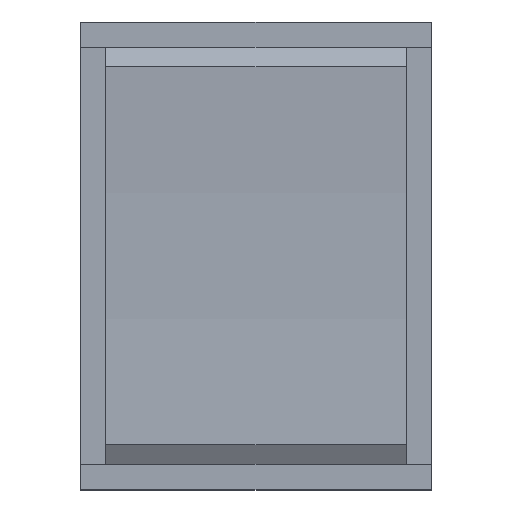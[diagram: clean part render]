
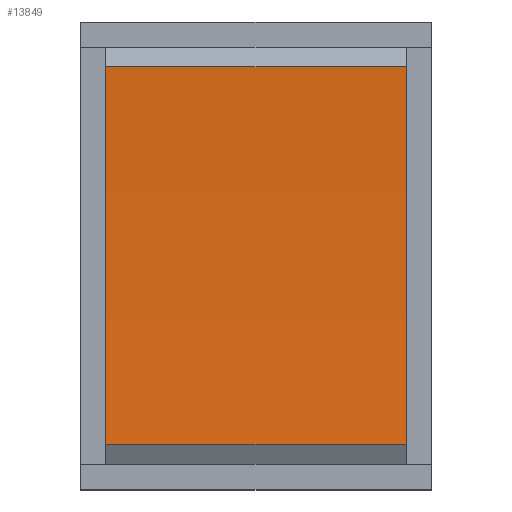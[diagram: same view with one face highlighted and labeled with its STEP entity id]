
A CAD part, top view. The second image highlights one B-rep face of the part: STEP entity #13849.
In plain terms, the highlighted cylindrical face has radius 156.967 mm (diameter 313.933 mm), a partial arc.
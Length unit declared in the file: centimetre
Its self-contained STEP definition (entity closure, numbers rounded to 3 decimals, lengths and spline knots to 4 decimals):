
#884=FACE_OUTER_BOUND('',#1634,.T.);
#1634=EDGE_LOOP('',(#9963,#9964,#9965,#9966));
#2523=LINE('',#20091,#4075);
#2524=LINE('',#20092,#4076);
#4075=VECTOR('',#16262,1.);
#4076=VECTOR('',#16263,1.);
#5496=CIRCLE('',#14703,15.6967);
#5497=CIRCLE('',#14705,15.6967);
#6068=VERTEX_POINT('',#20082);
#6069=VERTEX_POINT('',#20084);
#6070=VERTEX_POINT('',#20088);
#6071=VERTEX_POINT('',#20089);
#7564=EDGE_CURVE('',#6068,#6069,#5496,.T.);
#7566=EDGE_CURVE('',#6070,#6071,#5497,.T.);
#7567=EDGE_CURVE('',#6069,#6070,#2523,.T.);
#7568=EDGE_CURVE('',#6071,#6068,#2524,.T.);
#9963=ORIENTED_EDGE('',*,*,#7566,.F.);
#9964=ORIENTED_EDGE('',*,*,#7567,.F.);
#9965=ORIENTED_EDGE('',*,*,#7564,.F.);
#9966=ORIENTED_EDGE('',*,*,#7568,.F.);
#13637=CYLINDRICAL_SURFACE('',#14704,15.6967);
#13849=ADVANCED_FACE('',(#884),#13637,.F.);
#14703=AXIS2_PLACEMENT_3D('',#20085,#16255,#16256);
#14704=AXIS2_PLACEMENT_3D('',#20087,#16258,#16259);
#14705=AXIS2_PLACEMENT_3D('',#20090,#16260,#16261);
#16255=DIRECTION('center_axis',(1.,0.,0.));
#16256=DIRECTION('ref_axis',(0.,0.062,-0.998));
#16258=DIRECTION('center_axis',(1.,0.,0.));
#16259=DIRECTION('ref_axis',(0.,0.062,-0.998));
#16260=DIRECTION('center_axis',(-1.,0.,0.));
#16261=DIRECTION('ref_axis',(0.,0.062,-0.998));
#16262=DIRECTION('',(1.,0.,0.));
#16263=DIRECTION('',(-1.,0.,0.));
#20082=CARTESIAN_POINT('',(-0.77,-0.97,2.718));
#20084=CARTESIAN_POINT('',(-0.77,0.97,2.718));
#20085=CARTESIAN_POINT('Origin',(-0.77,0.,18.3847));
#20087=CARTESIAN_POINT('Origin',(-0.77,0.,18.3847));
#20088=CARTESIAN_POINT('',(0.77,0.97,2.718));
#20089=CARTESIAN_POINT('',(0.77,-0.97,2.718));
#20090=CARTESIAN_POINT('Origin',(0.77,0.,18.3847));
#20091=CARTESIAN_POINT('',(-0.385,0.97,2.718));
#20092=CARTESIAN_POINT('',(0.385,-0.97,2.718));
